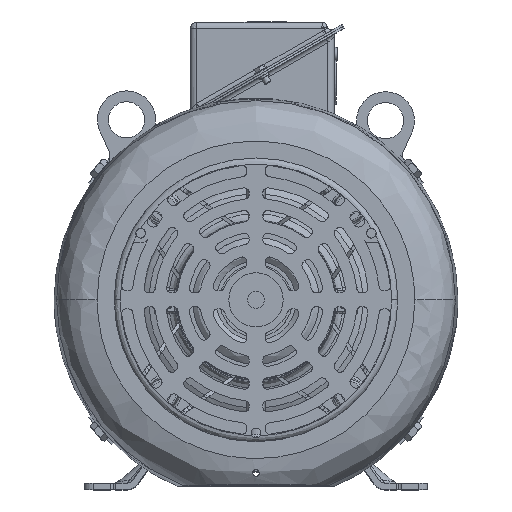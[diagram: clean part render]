
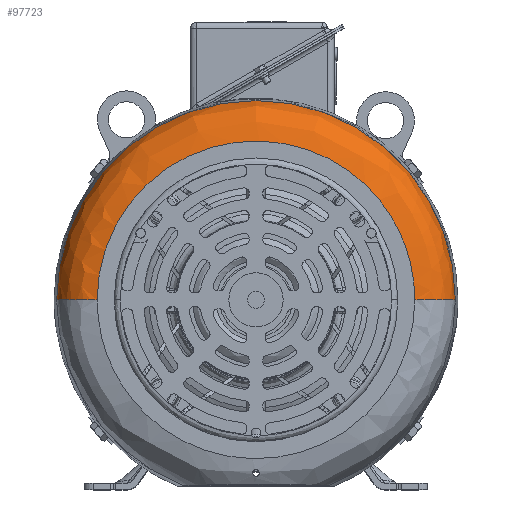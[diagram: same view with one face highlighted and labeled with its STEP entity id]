
A CAD part, top view. The second image highlights one B-rep face of the part: STEP entity #97723.
In plain terms, the highlighted free-form (B-spline) face has degree [3, 3] with [4, 4] control points.
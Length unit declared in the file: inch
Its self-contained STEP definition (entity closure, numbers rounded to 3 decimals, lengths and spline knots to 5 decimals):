
#4450 = DIRECTION ( 'NONE',  ( 0., -1., 0. ) ) ;
#7434 = CIRCLE ( 'NONE', #72834, 1.12 ) ;
#9275 = VERTEX_POINT ( 'NONE', #39766 ) ;
#9665 = CARTESIAN_POINT ( 'NONE',  ( -5.50726, 0., -0.17498 ) ) ;
#16325 =( BOUNDED_SURFACE ( )  B_SPLINE_SURFACE ( 3, 3, ( 
 ( #89435, #114614, #132403, #32167 ),
 ( #54878, #43438, #64064, #93761 ),
 ( #130060, #109619, #32073, #121037 ),
 ( #77744, #102815, #123255, #125586 ) ),
 .UNSPECIFIED., .F., .F., .F. ) 
 B_SPLINE_SURFACE_WITH_KNOTS ( ( 4, 4 ),
 ( 4, 4 ),
 ( 0., 1. ),
 ( 0., 1. ),
 .UNSPECIFIED. ) 
 GEOMETRIC_REPRESENTATION_ITEM ( )  RATIONAL_B_SPLINE_SURFACE ( (
 ( 1., 0.333, 0.333, 1.),
 ( 0.811, 0.27, 0.27, 0.811),
 ( 0.811, 0.27, 0.27, 0.811),
 ( 1., 0.333, 0.333, 1.) ) ) 
 REPRESENTATION_ITEM ( '' )  SURFACE ( )  );
#19381 = CIRCLE ( 'NONE', #77847, 1.12 ) ;
#29278 = ORIENTED_EDGE ( 'NONE', *, *, #79573, .T. ) ;
#30098 = ORIENTED_EDGE ( 'NONE', *, *, #53929, .F. ) ;
#32073 = CARTESIAN_POINT ( 'NONE',  ( -5.49044, 10.98088, 0.46734 ) ) ;
#32167 = CARTESIAN_POINT ( 'NONE',  ( -4.38765, 0., 0.9157 ) ) ;
#36792 = VERTEX_POINT ( 'NONE', #9665 ) ;
#39766 = CARTESIAN_POINT ( 'NONE',  ( -4.38765, 0., 0.9157 ) ) ;
#43438 = CARTESIAN_POINT ( 'NONE',  ( 5.03019, 10.06038, 0.9157 ) ) ;
#45888 = CARTESIAN_POINT ( 'NONE',  ( -4.38765, 0., 0.9157 ) ) ;
#53929 = EDGE_CURVE ( 'NONE', #36792, #67540, #63073, .T. ) ;
#54878 = CARTESIAN_POINT ( 'NONE',  ( 5.03019, 0., 0.9157 ) ) ;
#55038 = ORIENTED_EDGE ( 'NONE', *, *, #59339, .F. ) ;
#55367 = CARTESIAN_POINT ( 'NONE',  ( 4.38765, 0., 0.9157 ) ) ;
#59339 = EDGE_CURVE ( 'NONE', #9275, #36792, #19381, .T. ) ;
#61765 = CARTESIAN_POINT ( 'NONE',  ( 4.38765, 0., -0.2043 ) ) ;
#63073 = CIRCLE ( 'NONE', #106756, 5.50726 ) ;
#64064 = CARTESIAN_POINT ( 'NONE',  ( -5.03019, 10.06038, 0.9157 ) ) ;
#67540 = VERTEX_POINT ( 'NONE', #118452 ) ;
#72564 =( BOUNDED_CURVE ( )  B_SPLINE_CURVE ( 3, ( #45888, #89265, #137084, #100706 ),
 .UNSPECIFIED., .F., .F. ) 
 B_SPLINE_CURVE_WITH_KNOTS ( ( 4, 4 ),
 ( 0., 1. ),
 .UNSPECIFIED. ) 
 CURVE ( )  GEOMETRIC_REPRESENTATION_ITEM ( )  RATIONAL_B_SPLINE_CURVE ( ( 1., 0.333, 0.333, 1. ) ) 
 REPRESENTATION_ITEM ( '' )  );
#72834 = AXIS2_PLACEMENT_3D ( 'NONE', #61765, #100666, #96070 ) ;
#75379 = DIRECTION ( 'NONE',  ( -1., 0., 0. ) ) ;
#77744 = CARTESIAN_POINT ( 'NONE',  ( 5.50726, 0., -0.17498 ) ) ;
#77847 = AXIS2_PLACEMENT_3D ( 'NONE', #141197, #4450, #120722 ) ;
#79573 = EDGE_CURVE ( 'NONE', #116306, #67540, #7434, .T. ) ;
#89265 = CARTESIAN_POINT ( 'NONE',  ( -4.38765, 8.77529, 0.9157 ) ) ;
#89435 = CARTESIAN_POINT ( 'NONE',  ( 4.38765, 0., 0.9157 ) ) ;
#93761 = CARTESIAN_POINT ( 'NONE',  ( -5.03019, 0., 0.9157 ) ) ;
#94158 = EDGE_LOOP ( 'NONE', ( #55038, #127196, #29278, #30098 ) ) ;
#96070 = DIRECTION ( 'NONE',  ( 1., 0., 0. ) ) ;
#97723 = ADVANCED_FACE ( 'NONE', ( #129814 ), #16325, .T. ) ;
#97756 = EDGE_CURVE ( 'NONE', #9275, #116306, #72564, .T. ) ;
#100666 = DIRECTION ( 'NONE',  ( 0., 1., 0. ) ) ;
#100706 = CARTESIAN_POINT ( 'NONE',  ( 4.38765, 0., 0.9157 ) ) ;
#102815 = CARTESIAN_POINT ( 'NONE',  ( 5.50726, 11.01452, -0.17498 ) ) ;
#106756 = AXIS2_PLACEMENT_3D ( 'NONE', #114010, #114107, #75379 ) ;
#109619 = CARTESIAN_POINT ( 'NONE',  ( 5.49044, 10.98088, 0.46734 ) ) ;
#114010 = CARTESIAN_POINT ( 'NONE',  ( 0., 0., -0.17498 ) ) ;
#114107 = DIRECTION ( 'NONE',  ( 0., 0., -1. ) ) ;
#114614 = CARTESIAN_POINT ( 'NONE',  ( 4.38765, 8.77529, 0.9157 ) ) ;
#116306 = VERTEX_POINT ( 'NONE', #55367 ) ;
#118452 = CARTESIAN_POINT ( 'NONE',  ( 5.50726, 0., -0.17498 ) ) ;
#120722 = DIRECTION ( 'NONE',  ( -1., 0., 0. ) ) ;
#121037 = CARTESIAN_POINT ( 'NONE',  ( -5.49044, 0., 0.46734 ) ) ;
#123255 = CARTESIAN_POINT ( 'NONE',  ( -5.50726, 11.01452, -0.17498 ) ) ;
#125586 = CARTESIAN_POINT ( 'NONE',  ( -5.50726, 0., -0.17498 ) ) ;
#127196 = ORIENTED_EDGE ( 'NONE', *, *, #97756, .T. ) ;
#129814 = FACE_OUTER_BOUND ( 'NONE', #94158, .T. ) ;
#130060 = CARTESIAN_POINT ( 'NONE',  ( 5.49044, 0., 0.46734 ) ) ;
#132403 = CARTESIAN_POINT ( 'NONE',  ( -4.38765, 8.77529, 0.9157 ) ) ;
#137084 = CARTESIAN_POINT ( 'NONE',  ( 4.38765, 8.77529, 0.9157 ) ) ;
#141197 = CARTESIAN_POINT ( 'NONE',  ( -4.38765, 0., -0.2043 ) ) ;
